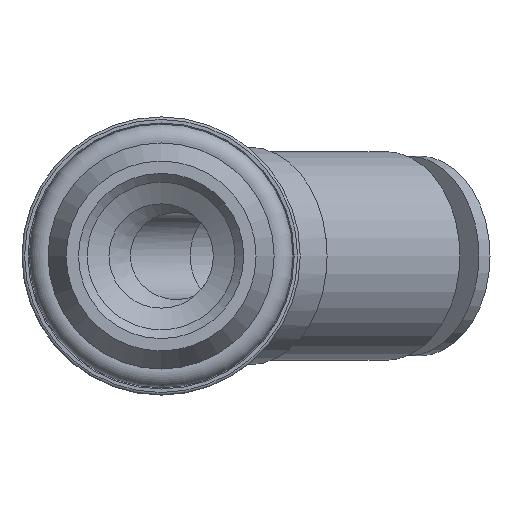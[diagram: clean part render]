
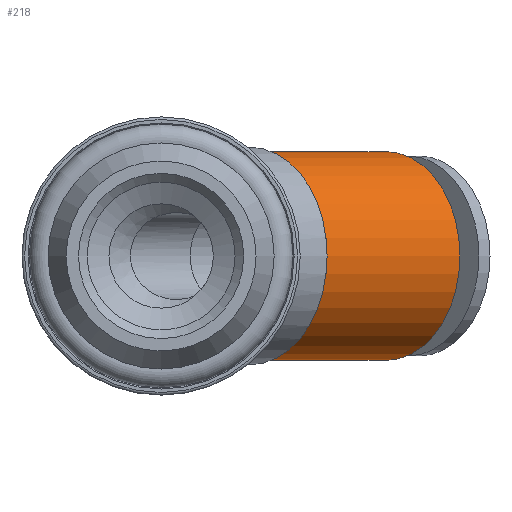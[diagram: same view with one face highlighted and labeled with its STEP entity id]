
A CAD part, front view. The second image highlights one B-rep face of the part: STEP entity #218.
In plain terms, the highlighted cylindrical face has radius 6 mm (diameter 12 mm), a full revolution.
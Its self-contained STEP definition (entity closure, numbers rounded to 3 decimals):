
#218 = ADVANCED_FACE( 'NONE', ( #358, #359 ), #360, .T. );
#358 = FACE_OUTER_BOUND( '', #670, .T. );
#359 = FACE_OUTER_BOUND( '', #671, .T. );
#360 = CYLINDRICAL_SURFACE( '', #672, 6. );
#670 = EDGE_LOOP( '', ( #991 ) );
#671 = EDGE_LOOP( '', ( #992 ) );
#672 = AXIS2_PLACEMENT_3D( '', #993, #994, #995 );
#991 = ORIENTED_EDGE( '', *, *, #1136, .T. );
#992 = ORIENTED_EDGE( '', *, *, #1120, .F. );
#993 = CARTESIAN_POINT( '', ( -0.698, -0.698, 0. ) );
#994 = DIRECTION( '', ( -0.707, -0.707, 0. ) );
#995 = DIRECTION( '', ( 0.707, -0.707, 0. ) );
#1120 = EDGE_CURVE( 'NONE', #1263, #1263, #1264, .T. );
#1136 = EDGE_CURVE( 'NONE', #1291, #1291, #1292, .T. );
#1263 = VERTEX_POINT( '', #1739 );
#1264 = CIRCLE( '', #1740, 6. );
#1291 = VERTEX_POINT( '', #1771 );
#1292 = CIRCLE( '', #1772, 6. );
#1739 = CARTESIAN_POINT( '', ( 9.546, 1.061, 0. ) );
#1740 = AXIS2_PLACEMENT_3D( '', #1952, #1953, #1954 );
#1771 = CARTESIAN_POINT( '', ( 17.183, 8.697, 0. ) );
#1772 = AXIS2_PLACEMENT_3D( '', #1992, #1993, #1994 );
#1952 = CARTESIAN_POINT( '', ( 5.303, 5.303, 0. ) );
#1953 = DIRECTION( '', ( -0.707, -0.707, 0. ) );
#1954 = DIRECTION( '', ( 0.707, -0.707, 0. ) );
#1992 = CARTESIAN_POINT( '', ( 12.94, 12.94, 0. ) );
#1993 = DIRECTION( '', ( -0.707, -0.707, 0. ) );
#1994 = DIRECTION( '', ( 0.707, -0.707, 0. ) );
